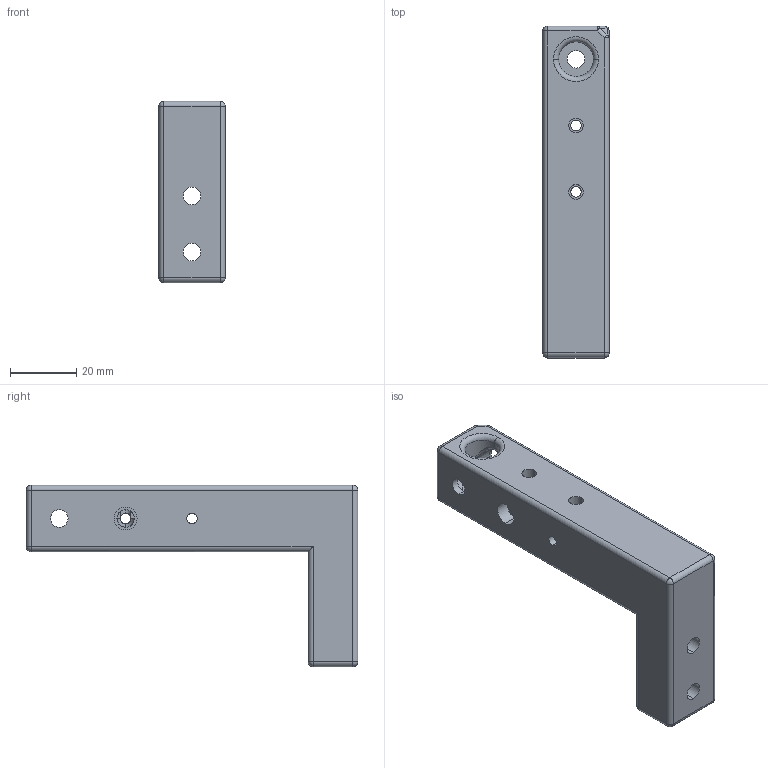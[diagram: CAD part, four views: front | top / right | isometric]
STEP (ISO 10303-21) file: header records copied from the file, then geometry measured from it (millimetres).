
FILE_DESCRIPTION (( 'STEP AP214' ), '1' );
FILE_NAME ('topLidPillarMirrored.STEP', '2025-06-10T20:28:20', ( '' ), ( '' ), 'SwSTEP 2.0', 'SolidWorks 2024', '' );
FILE_SCHEMA (( 'AUTOMOTIVE_DESIGN' ));
Length unit declared in the file: millimetre
Products named in the file (1): topLidPillarMirrored
Bounding box: 20 x 100 x 54.7 mm (x, y, z)
Volume: 45417.7 mm3; surface area: 12799.1 mm2
Topology: 1 solids, 1 shells, 112 faces, 268 edges, 145 vertices
Faces by surface type: cylinder 68, plane 23, sphere 13, torus 4, bspline 4
Entity records: 4764 total; most frequent: CARTESIAN_POINT 1007, DIRECTION 557, ORIENTED_EDGE 502, EDGE_CURVE 251, AXIS2_PLACEMENT_3D 231, VERTEX_POINT 145, EDGE_LOOP 138, CIRCLE 122
